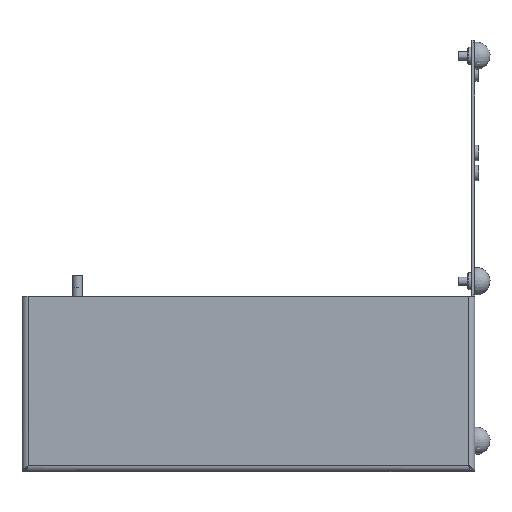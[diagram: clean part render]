
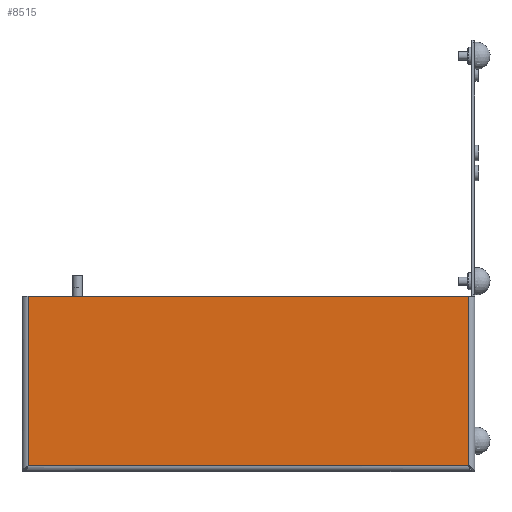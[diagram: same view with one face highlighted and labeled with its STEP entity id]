
A CAD part, left-side view. The second image highlights one B-rep face of the part: STEP entity #8515.
In plain terms, the highlighted planar face has unit normal (-1, 0, 0).
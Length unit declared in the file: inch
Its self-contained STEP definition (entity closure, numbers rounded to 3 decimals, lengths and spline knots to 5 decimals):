
#1368 = DIRECTION ( 'NONE',  ( 0., 1., 0. ) ) ;
#1465 = CARTESIAN_POINT ( 'NONE',  ( -2.5, 0.098, 0.098 ) ) ;
#1797 = EDGE_LOOP ( 'NONE', ( #8210, #7212, #6714, #11142 ) ) ;
#3503 = EDGE_CURVE ( 'NONE', #8668, #11466, #12869, .T. ) ;
#3748 = CARTESIAN_POINT ( 'NONE',  ( -2.5, 7.25, 0.098 ) ) ;
#4453 = VERTEX_POINT ( 'NONE', #8640 ) ;
#5369 = LINE ( 'NONE', #8818, #8023 ) ;
#5579 = CARTESIAN_POINT ( 'NONE',  ( -2.5, 7.25, 0.098 ) ) ;
#5696 = VECTOR ( 'NONE', #5999, 39.37008 ) ;
#5999 = DIRECTION ( 'NONE',  ( 0., -1., 0. ) ) ;
#6222 = CARTESIAN_POINT ( 'NONE',  ( -2.5, 7.25, 2.85 ) ) ;
#6440 = VERTEX_POINT ( 'NONE', #1465 ) ;
#6714 = ORIENTED_EDGE ( 'NONE', *, *, #7218, .T. ) ;
#6851 = PLANE ( 'NONE',  #8519 ) ;
#6999 = CARTESIAN_POINT ( 'NONE',  ( -2.5, 0., 0. ) ) ;
#7212 = ORIENTED_EDGE ( 'NONE', *, *, #8583, .F. ) ;
#7218 = EDGE_CURVE ( 'NONE', #4453, #8668, #5369, .T. ) ;
#7839 = LINE ( 'NONE', #5579, #5696 ) ;
#7975 = FACE_OUTER_BOUND ( 'NONE', #1797, .T. ) ;
#8023 = VECTOR ( 'NONE', #13378, 39.37008 ) ;
#8210 = ORIENTED_EDGE ( 'NONE', *, *, #10902, .T. ) ;
#8448 = CARTESIAN_POINT ( 'NONE',  ( -2.5, 7.25, 2.85 ) ) ;
#8515 = ADVANCED_FACE ( 'NONE', ( #7975 ), #6851, .F. ) ;
#8519 = AXIS2_PLACEMENT_3D ( 'NONE', #6999, #12746, #1368 ) ;
#8546 = LINE ( 'NONE', #12073, #12827 ) ;
#8583 = EDGE_CURVE ( 'NONE', #4453, #6440, #8546, .T. ) ;
#8640 = CARTESIAN_POINT ( 'NONE',  ( -2.5, 0.098, 2.85 ) ) ;
#8668 = VERTEX_POINT ( 'NONE', #6222 ) ;
#8818 = CARTESIAN_POINT ( 'NONE',  ( -2.5, 0., 2.85 ) ) ;
#10716 = DIRECTION ( 'NONE',  ( 0., 0., -1. ) ) ;
#10902 = EDGE_CURVE ( 'NONE', #11466, #6440, #7839, .T. ) ;
#11142 = ORIENTED_EDGE ( 'NONE', *, *, #3503, .T. ) ;
#11466 = VERTEX_POINT ( 'NONE', #3748 ) ;
#11897 = DIRECTION ( 'NONE',  ( 0., 0., -1. ) ) ;
#12073 = CARTESIAN_POINT ( 'NONE',  ( -2.5, 0.098, 0. ) ) ;
#12475 = VECTOR ( 'NONE', #11897, 39.37008 ) ;
#12746 = DIRECTION ( 'NONE',  ( 1., 0., 0. ) ) ;
#12827 = VECTOR ( 'NONE', #10716, 39.37008 ) ;
#12869 = LINE ( 'NONE', #8448, #12475 ) ;
#13378 = DIRECTION ( 'NONE',  ( 0., 1., 0. ) ) ;
